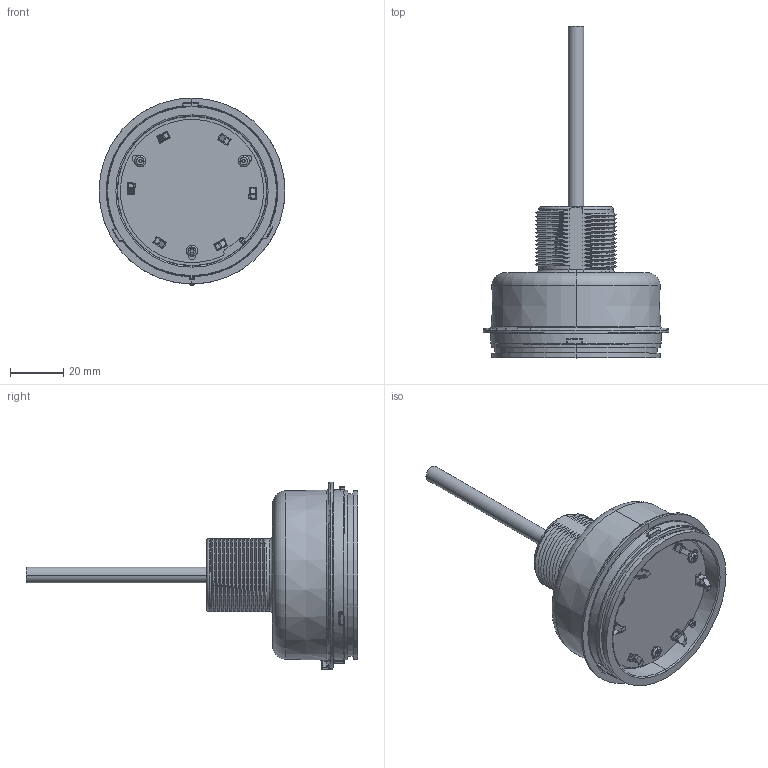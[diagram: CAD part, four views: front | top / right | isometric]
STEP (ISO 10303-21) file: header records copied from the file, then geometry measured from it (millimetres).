
FILE_DESCRIPTION((''),'2;1');
FILE_NAME('240463_SM01_ASM','2024-03-21T12:41:38',('banengservice'),('BANNER ENGINEERING'),'CREO PARAMETRIC BY PTC INC, 2022414','CREO PARAMETRIC BY PTC INC, 2022414','');
FILE_SCHEMA(('CONFIG_CONTROL_DESIGN'));
Products named in the file (3): 240463_EP01; 240463_EP02; 240463_SM01_ASM
Assembly tree (2 placements, depth 2):
  240463_SM01_ASM
    240463_EP01
    240463_EP02
Bounding box: 70 x 125 x 70.75 mm (x, y, z)
Volume: 99890.9 mm3; surface area: 23316 mm2
Topology: 2 solids, 2 shells, 982 faces, 2719 edges, 1759 vertices
Faces by surface type: plane 442, cylinder 342, bspline 122, torus 35, cone 25, sphere 16
Entity records: 48115 total; most frequent: CARTESIAN_POINT 23405, ORIENTED_EDGE 5438, DIRECTION 4845, EDGE_CURVE 2719, VERTEX_POINT 1759, AXIS2_PLACEMENT_3D 1635, VECTOR 1575, LINE 1575
